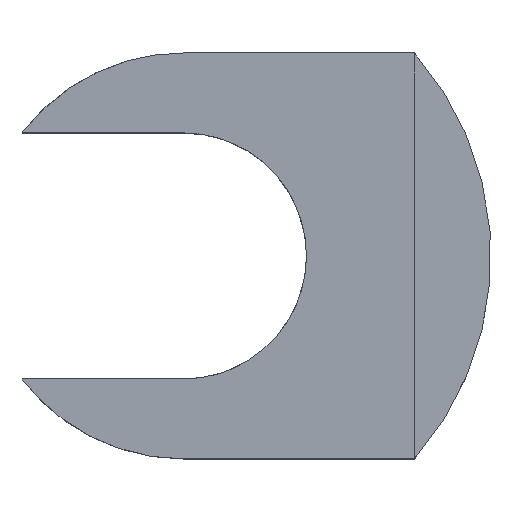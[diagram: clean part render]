
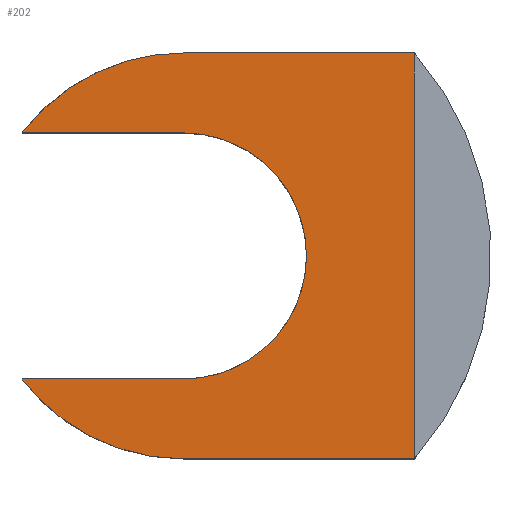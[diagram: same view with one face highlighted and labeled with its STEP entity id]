
A CAD part, top view. The second image highlights one B-rep face of the part: STEP entity #202.
In plain terms, the highlighted planar face has unit normal (-0.026, 0, 1).
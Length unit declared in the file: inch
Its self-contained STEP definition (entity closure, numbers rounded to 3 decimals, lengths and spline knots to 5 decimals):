
#24=ELLIPSE('',#235,0.3899,0.38976);
#25=ELLIPSE('',#236,0.2363,0.23622);
#26=ELLIPSE('',#237,0.3899,0.38976);
#28=FACE_OUTER_BOUND('',#40,.T.);
#40=EDGE_LOOP('',(#141,#142,#143,#144,#145,#146,#147,#148));
#52=LINE('',#321,#72);
#55=LINE('',#327,#75);
#56=LINE('',#331,#76);
#57=LINE('',#335,#77);
#58=LINE('',#338,#78);
#72=VECTOR('',#258,0.3937);
#75=VECTOR('',#263,0.3937);
#76=VECTOR('',#266,0.3937);
#77=VECTOR('',#269,0.3937);
#78=VECTOR('',#272,0.3937);
#91=VERTEX_POINT('',#317);
#93=VERTEX_POINT('',#320);
#95=VERTEX_POINT('',#326);
#96=VERTEX_POINT('',#328);
#97=VERTEX_POINT('',#330);
#98=VERTEX_POINT('',#332);
#99=VERTEX_POINT('',#334);
#100=VERTEX_POINT('',#336);
#110=EDGE_CURVE('',#93,#91,#52,.T.);
#113=EDGE_CURVE('',#95,#91,#55,.T.);
#114=EDGE_CURVE('',#96,#95,#24,.T.);
#115=EDGE_CURVE('',#97,#96,#56,.T.);
#116=EDGE_CURVE('',#98,#97,#25,.T.);
#117=EDGE_CURVE('',#99,#98,#57,.T.);
#118=EDGE_CURVE('',#100,#99,#26,.T.);
#119=EDGE_CURVE('',#93,#100,#58,.T.);
#141=ORIENTED_EDGE('',*,*,#113,.F.);
#142=ORIENTED_EDGE('',*,*,#114,.F.);
#143=ORIENTED_EDGE('',*,*,#115,.F.);
#144=ORIENTED_EDGE('',*,*,#116,.F.);
#145=ORIENTED_EDGE('',*,*,#117,.F.);
#146=ORIENTED_EDGE('',*,*,#118,.F.);
#147=ORIENTED_EDGE('',*,*,#119,.F.);
#148=ORIENTED_EDGE('',*,*,#110,.T.);
#194=PLANE('',#234);
#202=ADVANCED_FACE('',(#28),#194,.F.);
#234=AXIS2_PLACEMENT_3D('',#325,#261,#262);
#235=AXIS2_PLACEMENT_3D('',#329,#264,#265);
#236=AXIS2_PLACEMENT_3D('',#333,#267,#268);
#237=AXIS2_PLACEMENT_3D('',#337,#270,#271);
#258=DIRECTION('',(0.,1.,0.));
#261=DIRECTION('center_axis',(0.026,0.,-1.));
#262=DIRECTION('ref_axis',(-1.,0.,-0.026));
#263=DIRECTION('',(1.,0.,0.026));
#264=DIRECTION('center_axis',(0.026,0.,-1.));
#265=DIRECTION('ref_axis',(-1.,0.,-0.026));
#266=DIRECTION('',(-1.,0.,-0.026));
#267=DIRECTION('center_axis',(-0.026,0.,1.));
#268=DIRECTION('ref_axis',(-1.,0.,-0.026));
#269=DIRECTION('',(1.,0.,0.026));
#270=DIRECTION('center_axis',(0.026,0.,-1.));
#271=DIRECTION('ref_axis',(-1.,0.,-0.026));
#272=DIRECTION('',(-1.,0.,-0.026));
#317=CARTESIAN_POINT('',(0.44366,0.38976,0.1378));
#320=CARTESIAN_POINT('',(0.44366,-0.38976,0.1378));
#321=CARTESIAN_POINT('',(0.44366,-0.38976,0.1378));
#325=CARTESIAN_POINT('Origin',(0.44366,-0.38976,0.1378));
#326=CARTESIAN_POINT('',(0.,0.38976,0.12621));
#327=CARTESIAN_POINT('',(0.44186,0.38976,0.13775));
#328=CARTESIAN_POINT('',(-0.31003,0.23622,0.11811));
#329=CARTESIAN_POINT('Origin',(0.,0.,0.12621));
#330=CARTESIAN_POINT('',(0.,0.23622,0.12621));
#331=CARTESIAN_POINT('',(0.06528,0.23622,0.12791));
#332=CARTESIAN_POINT('',(0.,-0.23622,0.12621));
#333=CARTESIAN_POINT('Origin',(0.,0.,0.12621));
#334=CARTESIAN_POINT('',(-0.31003,-0.23622,0.11811));
#335=CARTESIAN_POINT('',(0.22018,-0.23622,0.13196));
#336=CARTESIAN_POINT('',(0.,-0.38976,0.12621));
#337=CARTESIAN_POINT('Origin',(0.,0.,0.12621));
#338=CARTESIAN_POINT('',(0.22018,-0.38976,0.13196));
